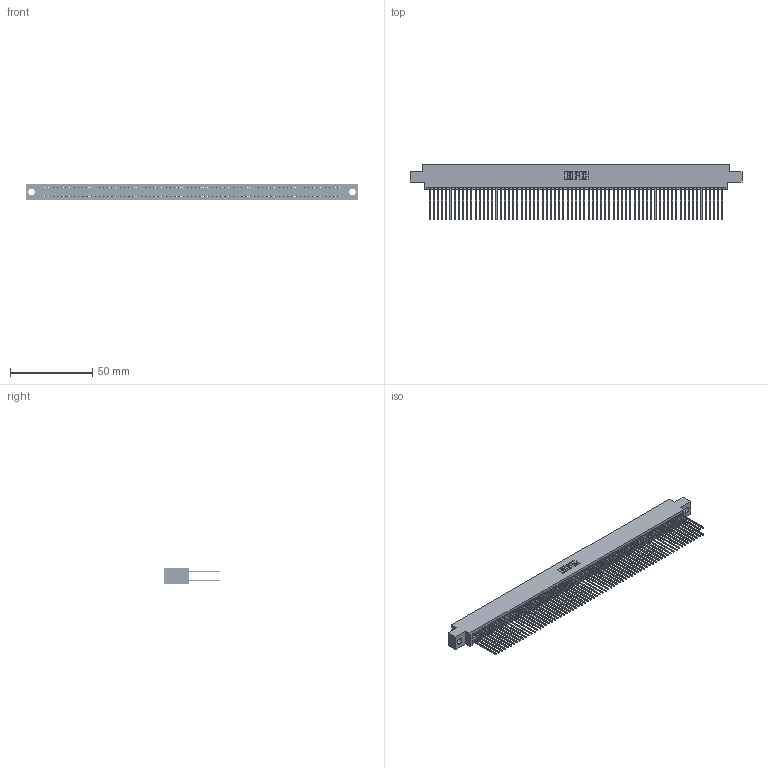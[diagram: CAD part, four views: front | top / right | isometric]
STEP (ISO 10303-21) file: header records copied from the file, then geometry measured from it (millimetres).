
FILE_DESCRIPTION (( 'STEP AP203' ), '1' );
FILE_NAME ('395-142-541-804.STEP', '2021-06-18T05:25:56', ( '' ), ( '' ), 'SwSTEP 2.0', 'SolidWorks 2020', '' );
FILE_SCHEMA (( 'CONFIG_CONTROL_DESIGN' ));
Length unit declared in the file: inch
Products named in the file (3): 345-292-001_345-293-141; 345 Part_0.170 Offset - 0.156 Dia-TI; 395-142-541-804
Assembly tree (143 placements, depth 2):
  395-142-541-804
    345 Part_0.170 Offset - 0.156 Dia-TI
    345-292-001_345-293-141  x142
Bounding box: 201.55 x 33.96 x 9.4 mm (x, y, z)
Volume: 20443.2 mm3; surface area: 34604.8 mm2
Topology: 143 solids, 143 shells, 7244 faces, 21547 edges, 14174 vertices
Faces by surface type: plane 4784, cylinder 2460
Entity records: 52373 total; most frequent: CARTESIAN_POINT 8758, ORIENTED_EDGE 8690, DIRECTION 7685, EDGE_CURVE 4345, VECTOR 3929, LINE 3929, VERTEX_POINT 2894, AXIS2_PLACEMENT_3D 1878
